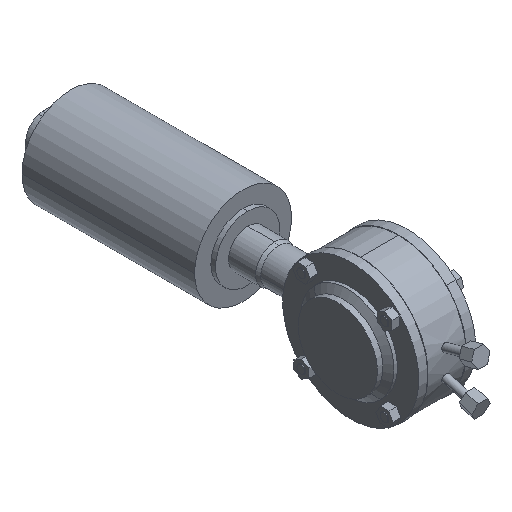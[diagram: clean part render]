
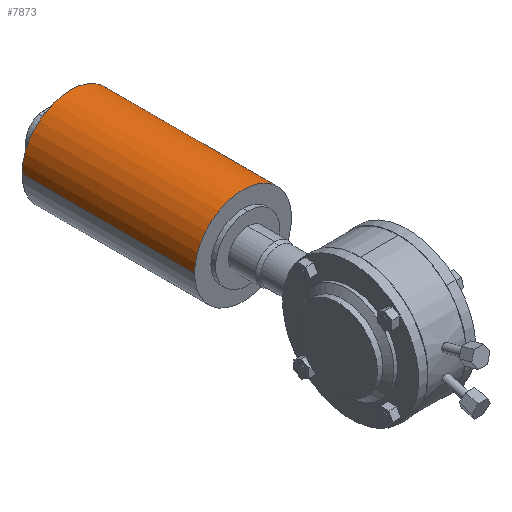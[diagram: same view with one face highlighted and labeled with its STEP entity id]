
A CAD part, isometric view. The second image highlights one B-rep face of the part: STEP entity #7873.
In plain terms, the highlighted cylindrical face has radius 52 mm (diameter 104 mm), a partial arc.
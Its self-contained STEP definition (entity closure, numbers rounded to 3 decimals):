
#192 = VECTOR ( 'NONE', #4830, 1000. ) ;
#523 = VERTEX_POINT ( 'NONE', #14903 ) ;
#1179 = FACE_OUTER_BOUND ( 'NONE', #2519, .T. ) ;
#1707 = CARTESIAN_POINT ( 'NONE',  ( 0., 330.98, 0. ) ) ;
#2066 = CARTESIAN_POINT ( 'NONE',  ( -52., 157.907, 0. ) ) ;
#2361 = DIRECTION ( 'NONE',  ( 0., -1., 0. ) ) ;
#2393 = LINE ( 'NONE', #2066, #192 ) ;
#2519 = EDGE_LOOP ( 'NONE', ( #18834, #12662, #9485, #5632 ) ) ;
#3547 = DIRECTION ( 'NONE',  ( -1., 0., 0. ) ) ;
#3594 = EDGE_CURVE ( 'NONE', #523, #8820, #8944, .T. ) ;
#4152 = CIRCLE ( 'NONE', #13211, 52. ) ;
#4830 = DIRECTION ( 'NONE',  ( 0., 1., 0. ) ) ;
#5632 = ORIENTED_EDGE ( 'NONE', *, *, #9016, .T. ) ;
#5739 = AXIS2_PLACEMENT_3D ( 'NONE', #16011, #16047, #16066 ) ;
#6745 = CARTESIAN_POINT ( 'NONE',  ( 52., 157.907, 0. ) ) ;
#7184 = CARTESIAN_POINT ( 'NONE',  ( -52., 145.98, 0. ) ) ;
#7712 = DIRECTION ( 'NONE',  ( 0., 1., 0. ) ) ;
#7873 = ADVANCED_FACE ( 'NONE', ( #1179 ), #13630, .T. ) ;
#7955 = DIRECTION ( 'NONE',  ( 1., 0., 0. ) ) ;
#8325 = CARTESIAN_POINT ( 'NONE',  ( 0., 157.907, 0. ) ) ;
#8820 = VERTEX_POINT ( 'NONE', #17148 ) ;
#8906 = EDGE_CURVE ( 'NONE', #18319, #13249, #2393, .T. ) ;
#8944 = LINE ( 'NONE', #6745, #9431 ) ;
#9016 = EDGE_CURVE ( 'NONE', #8820, #13249, #4152, .T. ) ;
#9431 = VECTOR ( 'NONE', #18180, 1000. ) ;
#9485 = ORIENTED_EDGE ( 'NONE', *, *, #3594, .T. ) ;
#10908 = AXIS2_PLACEMENT_3D ( 'NONE', #8325, #7712, #7955 ) ;
#12662 = ORIENTED_EDGE ( 'NONE', *, *, #17717, .T. ) ;
#13211 = AXIS2_PLACEMENT_3D ( 'NONE', #1707, #2361, #3547 ) ;
#13249 = VERTEX_POINT ( 'NONE', #19982 ) ;
#13630 = CYLINDRICAL_SURFACE ( 'NONE', #10908, 52. ) ;
#14903 = CARTESIAN_POINT ( 'NONE',  ( 52., 145.98, 0. ) ) ;
#16011 = CARTESIAN_POINT ( 'NONE',  ( 0., 145.98, 0. ) ) ;
#16047 = DIRECTION ( 'NONE',  ( 0., 1., 0. ) ) ;
#16066 = DIRECTION ( 'NONE',  ( 1., 0., 0. ) ) ;
#17148 = CARTESIAN_POINT ( 'NONE',  ( 52., 330.98, 0. ) ) ;
#17717 = EDGE_CURVE ( 'NONE', #18319, #523, #18117, .T. ) ;
#18117 = CIRCLE ( 'NONE', #5739, 52. ) ;
#18180 = DIRECTION ( 'NONE',  ( 0., 1., 0. ) ) ;
#18319 = VERTEX_POINT ( 'NONE', #7184 ) ;
#18834 = ORIENTED_EDGE ( 'NONE', *, *, #8906, .F. ) ;
#19982 = CARTESIAN_POINT ( 'NONE',  ( -52., 330.98, 0. ) ) ;
